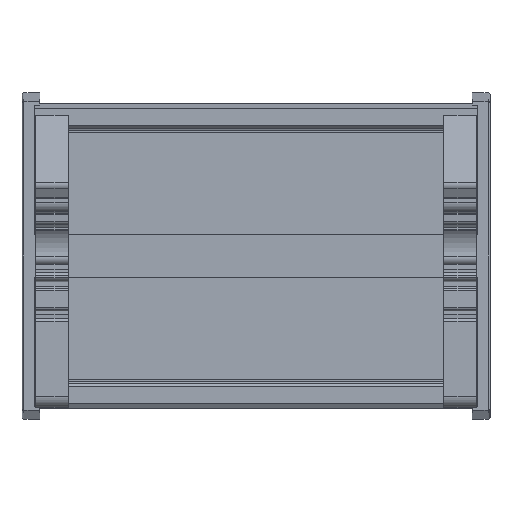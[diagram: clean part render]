
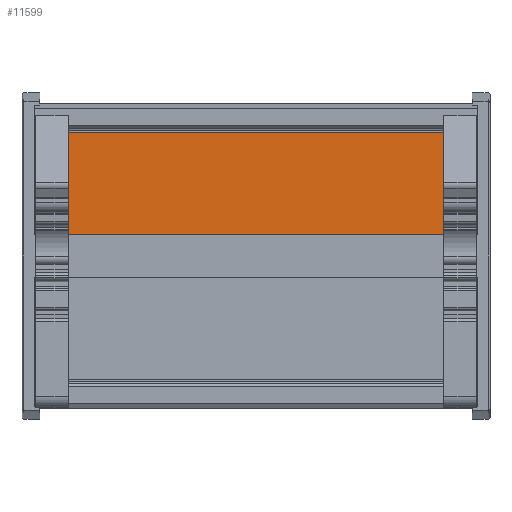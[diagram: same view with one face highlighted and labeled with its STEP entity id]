
A CAD part, front view. The second image highlights one B-rep face of the part: STEP entity #11599.
In plain terms, the highlighted planar face has unit normal (0, -1, 0).
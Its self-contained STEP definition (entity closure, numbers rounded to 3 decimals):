
#11543=CARTESIAN_POINT('',(-530.109,-523.966,125.2));
#11544=VERTEX_POINT('',#11543);
#11551=CARTESIAN_POINT('',(-530.109,-523.966,0.0));
#11552=VERTEX_POINT('',#11551);
#11553=CARTESIAN_POINT('',(-530.109,-523.966,0.0));
#11554=DIRECTION('',(0.0,0.0,1.0));
#11555=VECTOR('',#11554,125.2);
#11556=LINE('',#11553,#11555);
#11557=EDGE_CURVE('',#11552,#11544,#11556,.T.);
#11569=CARTESIAN_POINT('',(-530.109,-523.966,0.0));
#11570=DIRECTION('',(0.0,-1.0,0.0));
#11571=DIRECTION('',(0.0,0.0,-1.0));
#11572=AXIS2_PLACEMENT_3D('',#11569,#11570,#11571);
#11573=PLANE('',#11572);
#11574=CARTESIAN_POINT('',(-558.93,-523.966,125.2));
#11575=VERTEX_POINT('',#11574);
#11576=CARTESIAN_POINT('',(-530.109,-523.966,125.2));
#11577=DIRECTION('',(-1.0,0.0,0.0));
#11578=VECTOR('',#11577,28.821);
#11579=LINE('',#11576,#11578);
#11580=EDGE_CURVE('',#11544,#11575,#11579,.T.);
#11581=ORIENTED_EDGE('',*,*,#11580,.T.);
#11582=CARTESIAN_POINT('',(-558.93,-523.966,0.0));
#11583=VERTEX_POINT('',#11582);
#11584=CARTESIAN_POINT('',(-558.93,-523.966,0.0));
#11585=DIRECTION('',(0.0,0.0,1.0));
#11586=VECTOR('',#11585,125.2);
#11587=LINE('',#11584,#11586);
#11588=EDGE_CURVE('',#11583,#11575,#11587,.T.);
#11589=ORIENTED_EDGE('',*,*,#11588,.F.);
#11590=CARTESIAN_POINT('',(-558.93,-523.966,0.0));
#11591=DIRECTION('',(1.0,0.0,0.0));
#11592=VECTOR('',#11591,28.821);
#11593=LINE('',#11590,#11592);
#11594=EDGE_CURVE('',#11583,#11552,#11593,.T.);
#11595=ORIENTED_EDGE('',*,*,#11594,.T.);
#11596=ORIENTED_EDGE('',*,*,#11557,.T.);
#11597=EDGE_LOOP('',(#11581,#11589,#11595,#11596));
#11598=FACE_OUTER_BOUND('',#11597,.T.);
#11599=ADVANCED_FACE('',(#11598),#11573,.T.);
